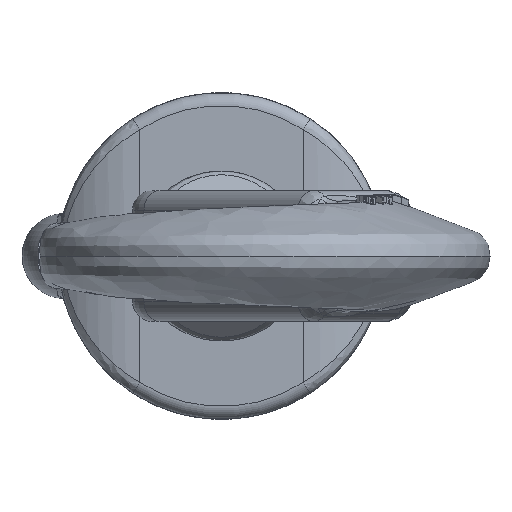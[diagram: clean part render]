
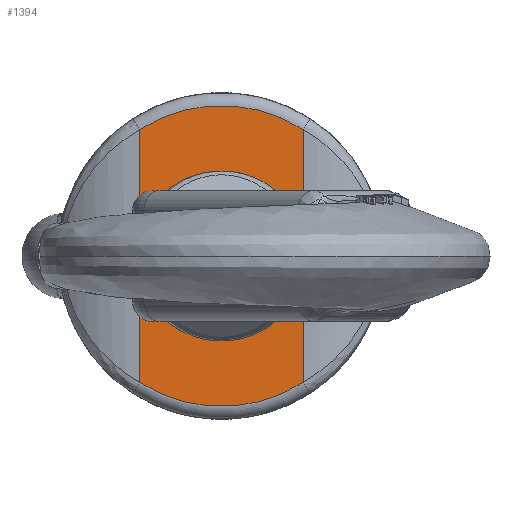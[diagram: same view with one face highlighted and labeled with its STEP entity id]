
A CAD part, front view. The second image highlights one B-rep face of the part: STEP entity #1394.
In plain terms, the highlighted planar face has unit normal (0, -1, 0).
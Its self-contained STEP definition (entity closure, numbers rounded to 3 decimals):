
#322=LINE('',#7643,#565);
#323=LINE('',#7648,#566);
#565=VECTOR('',#6415,1.);
#566=VECTOR('',#6418,1.);
#951=PLANE('',#6041);
#1053=FACE_OUTER_BOUND('',#2337,.T.);
#1394=ADVANCED_FACE('',(#2262,#1053),#951,.F.);
#2262=FACE_BOUND('',#2336,.T.);
#2336=EDGE_LOOP('',(#2763));
#2337=EDGE_LOOP('',(#2764,#2765,#2766,#2767));
#2763=ORIENTED_EDGE('',*,*,#5010,.T.);
#2764=ORIENTED_EDGE('',*,*,#5023,.T.);
#2765=ORIENTED_EDGE('',*,*,#5024,.T.);
#2766=ORIENTED_EDGE('',*,*,#5025,.F.);
#2767=ORIENTED_EDGE('',*,*,#5026,.T.);
#4457=VERTEX_POINT('',#7546);
#4469=VERTEX_POINT('',#7644);
#4470=VERTEX_POINT('',#7645);
#4471=VERTEX_POINT('',#7647);
#4472=VERTEX_POINT('',#7649);
#5010=EDGE_CURVE('',#4457,#4457,#5855,.T.);
#5023=EDGE_CURVE('',#4469,#4470,#322,.T.);
#5024=EDGE_CURVE('',#4470,#4471,#5860,.T.);
#5025=EDGE_CURVE('',#4472,#4471,#323,.T.);
#5026=EDGE_CURVE('',#4472,#4469,#5861,.T.);
#5855=CIRCLE('',#6029,6.5);
#5860=CIRCLE('',#6039,23.);
#5861=CIRCLE('',#6040,23.);
#6029=AXIS2_PLACEMENT_3D('',#7545,#6395,#6396);
#6039=AXIS2_PLACEMENT_3D('',#7646,#6416,#6417);
#6040=AXIS2_PLACEMENT_3D('',#7650,#6419,#6420);
#6041=AXIS2_PLACEMENT_3D('',#7651,#6421,#6422);
#6395=DIRECTION('',(0.,1.,0.));
#6396=DIRECTION('',(0.,0.,1.));
#6415=DIRECTION('',(0.,0.,1.));
#6416=DIRECTION('',(0.,-1.,0.));
#6417=DIRECTION('',(0.,0.,1.));
#6418=DIRECTION('',(0.,0.,1.));
#6419=DIRECTION('',(0.,-1.,0.));
#6420=DIRECTION('',(0.,0.,1.));
#6421=DIRECTION('',(0.,1.,0.));
#6422=DIRECTION('',(0.,0.,1.));
#7545=CARTESIAN_POINT('',(-1.845,85.,0.));
#7546=CARTESIAN_POINT('',(-1.845,85.,6.5));
#7643=CARTESIAN_POINT('',(10.655,85.,-46.));
#7644=CARTESIAN_POINT('',(10.655,85.,-19.307));
#7645=CARTESIAN_POINT('',(10.655,85.,19.307));
#7646=CARTESIAN_POINT('',(-1.845,85.,0.));
#7647=CARTESIAN_POINT('',(-14.345,85.,19.307));
#7648=CARTESIAN_POINT('',(-14.345,85.,-46.));
#7649=CARTESIAN_POINT('',(-14.345,85.,-19.307));
#7650=CARTESIAN_POINT('',(-1.845,85.,0.));
#7651=CARTESIAN_POINT('',(-1.845,85.,0.));
